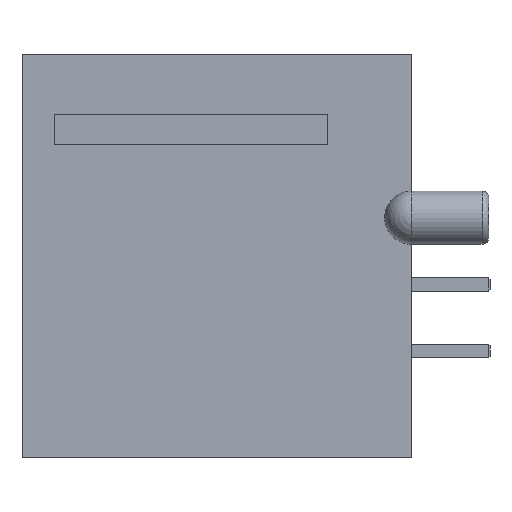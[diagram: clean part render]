
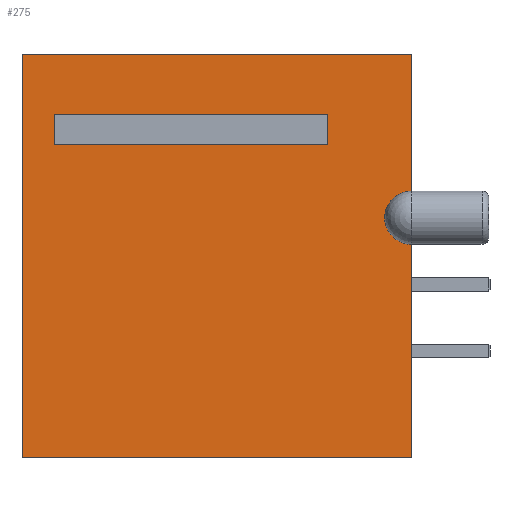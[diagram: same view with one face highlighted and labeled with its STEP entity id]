
A CAD part, left-side view. The second image highlights one B-rep face of the part: STEP entity #275.
In plain terms, the highlighted planar face has unit normal (-1, 0, 0).
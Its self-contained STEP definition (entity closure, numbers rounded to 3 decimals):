
#89 = DIRECTION ( 'NONE',  ( 1., 0., 0. ) ) ;
#152 = EDGE_CURVE ( 'NONE', #3347, #3641, #3599, .T. ) ;
#181 = DIRECTION ( 'NONE',  ( 0., 1., 0. ) ) ;
#184 = ORIENTED_EDGE ( 'NONE', *, *, #2767, .F. ) ;
#274 = VECTOR ( 'NONE', #1718, 1000. ) ;
#275 = ADVANCED_FACE ( 'NONE', ( #1278, #1354 ), #1905, .F. ) ;
#346 = CARTESIAN_POINT ( 'NONE',  ( -6.125, -7.3, 13.13 ) ) ;
#414 = ORIENTED_EDGE ( 'NONE', *, *, #3001, .T. ) ;
#521 = DIRECTION ( 'NONE',  ( 0., 1., 0. ) ) ;
#542 = CARTESIAN_POINT ( 'NONE',  ( -6.125, 6.1, 9.73 ) ) ;
#692 = VERTEX_POINT ( 'NONE', #2632 ) ;
#706 = EDGE_CURVE ( 'NONE', #1950, #2370, #1349, .T. ) ;
#751 = ORIENTED_EDGE ( 'NONE', *, *, #4095, .T. ) ;
#767 = CARTESIAN_POINT ( 'NONE',  ( -6.125, 6.1, 9.73 ) ) ;
#775 = EDGE_CURVE ( 'NONE', #2135, #809, #2754, .T. ) ;
#809 = VERTEX_POINT ( 'NONE', #3417 ) ;
#832 = EDGE_CURVE ( 'NONE', #2441, #2135, #2095, .T. ) ;
#874 = LINE ( 'NONE', #2593, #2401 ) ;
#956 = CARTESIAN_POINT ( 'NONE',  ( -6.125, -7.3, 6. ) ) ;
#971 = DIRECTION ( 'NONE',  ( 1., 0., 0. ) ) ;
#1108 = CARTESIAN_POINT ( 'NONE',  ( -6.125, 7.3, -2. ) ) ;
#1166 = CARTESIAN_POINT ( 'NONE',  ( -6.125, 7.3, 13.13 ) ) ;
#1213 = VECTOR ( 'NONE', #3292, 1000. ) ;
#1278 = FACE_BOUND ( 'NONE', #1694, .T. ) ;
#1349 = LINE ( 'NONE', #2085, #1512 ) ;
#1354 = FACE_OUTER_BOUND ( 'NONE', #3257, .T. ) ;
#1380 = DIRECTION ( 'NONE',  ( 0., 0., -1. ) ) ;
#1406 = LINE ( 'NONE', #2727, #1213 ) ;
#1410 = ORIENTED_EDGE ( 'NONE', *, *, #152, .T. ) ;
#1425 = CARTESIAN_POINT ( 'NONE',  ( -6.125, -7.3, 7. ) ) ;
#1512 = VECTOR ( 'NONE', #1661, 1000. ) ;
#1661 = DIRECTION ( 'NONE',  ( 0., 0., -1. ) ) ;
#1672 = CIRCLE ( 'NONE', #2415, 1. ) ;
#1694 = EDGE_LOOP ( 'NONE', ( #1410, #3622, #3348, #751 ) ) ;
#1718 = DIRECTION ( 'NONE',  ( 0., 0., 1. ) ) ;
#1791 = CARTESIAN_POINT ( 'NONE',  ( -6.125, -7.3, 13.13 ) ) ;
#1905 = PLANE ( 'NONE',  #3648 ) ;
#1950 = VERTEX_POINT ( 'NONE', #2893 ) ;
#2023 = CARTESIAN_POINT ( 'NONE',  ( -6.125, 6.1, 10.88 ) ) ;
#2085 = CARTESIAN_POINT ( 'NONE',  ( -6.125, -4.15, 10.88 ) ) ;
#2095 = LINE ( 'NONE', #1791, #2780 ) ;
#2110 = VECTOR ( 'NONE', #181, 1000. ) ;
#2135 = VERTEX_POINT ( 'NONE', #2931 ) ;
#2141 = CARTESIAN_POINT ( 'NONE',  ( -6.125, -4.15, 9.73 ) ) ;
#2185 = LINE ( 'NONE', #3147, #2607 ) ;
#2370 = VERTEX_POINT ( 'NONE', #2141 ) ;
#2401 = VECTOR ( 'NONE', #3845, 1000. ) ;
#2408 = ORIENTED_EDGE ( 'NONE', *, *, #3964, .F. ) ;
#2415 = AXIS2_PLACEMENT_3D ( 'NONE', #1425, #89, #1380 ) ;
#2432 = LINE ( 'NONE', #542, #2508 ) ;
#2441 = VERTEX_POINT ( 'NONE', #956 ) ;
#2492 = LINE ( 'NONE', #1166, #3657 ) ;
#2508 = VECTOR ( 'NONE', #521, 1000. ) ;
#2593 = CARTESIAN_POINT ( 'NONE',  ( -6.125, -7.3, 13.13 ) ) ;
#2607 = VECTOR ( 'NONE', #2840, 1000. ) ;
#2620 = DIRECTION ( 'NONE',  ( 0., 0., -1. ) ) ;
#2629 = VERTEX_POINT ( 'NONE', #2992 ) ;
#2632 = CARTESIAN_POINT ( 'NONE',  ( -6.125, -7.3, 8. ) ) ;
#2669 = CARTESIAN_POINT ( 'NONE',  ( -6.125, 6.1, 10.88 ) ) ;
#2727 = CARTESIAN_POINT ( 'NONE',  ( -6.125, -7.3, 13.13 ) ) ;
#2754 = LINE ( 'NONE', #1108, #2110 ) ;
#2767 = EDGE_CURVE ( 'NONE', #2629, #3474, #874, .T. ) ;
#2780 = VECTOR ( 'NONE', #2789, 1000. ) ;
#2789 = DIRECTION ( 'NONE',  ( 0., 0., -1. ) ) ;
#2840 = DIRECTION ( 'NONE',  ( 0., -1., 0. ) ) ;
#2893 = CARTESIAN_POINT ( 'NONE',  ( -6.125, -4.15, 10.88 ) ) ;
#2911 = CARTESIAN_POINT ( 'NONE',  ( -6.125, -7.3, 13.13 ) ) ;
#2931 = CARTESIAN_POINT ( 'NONE',  ( -6.125, -7.3, -2. ) ) ;
#2992 = CARTESIAN_POINT ( 'NONE',  ( -6.125, 7.3, 13.13 ) ) ;
#3001 = EDGE_CURVE ( 'NONE', #2629, #809, #2492, .T. ) ;
#3065 = ORIENTED_EDGE ( 'NONE', *, *, #832, .F. ) ;
#3138 = EDGE_CURVE ( 'NONE', #3641, #1950, #2185, .T. ) ;
#3147 = CARTESIAN_POINT ( 'NONE',  ( -6.125, 6.1, 10.88 ) ) ;
#3257 = EDGE_LOOP ( 'NONE', ( #3065, #3968, #2408, #184, #414, #3803 ) ) ;
#3292 = DIRECTION ( 'NONE',  ( 0., 0., -1. ) ) ;
#3347 = VERTEX_POINT ( 'NONE', #767 ) ;
#3348 = ORIENTED_EDGE ( 'NONE', *, *, #706, .T. ) ;
#3417 = CARTESIAN_POINT ( 'NONE',  ( -6.125, 7.3, -2. ) ) ;
#3474 = VERTEX_POINT ( 'NONE', #2911 ) ;
#3599 = LINE ( 'NONE', #2023, #274 ) ;
#3622 = ORIENTED_EDGE ( 'NONE', *, *, #3138, .T. ) ;
#3641 = VERTEX_POINT ( 'NONE', #2669 ) ;
#3648 = AXIS2_PLACEMENT_3D ( 'NONE', #346, #971, #2620 ) ;
#3657 = VECTOR ( 'NONE', #4002, 1000. ) ;
#3803 = ORIENTED_EDGE ( 'NONE', *, *, #775, .F. ) ;
#3845 = DIRECTION ( 'NONE',  ( 0., -1., 0. ) ) ;
#3964 = EDGE_CURVE ( 'NONE', #3474, #692, #1406, .T. ) ;
#3968 = ORIENTED_EDGE ( 'NONE', *, *, #4025, .T. ) ;
#4002 = DIRECTION ( 'NONE',  ( 0., 0., -1. ) ) ;
#4025 = EDGE_CURVE ( 'NONE', #2441, #692, #1672, .T. ) ;
#4095 = EDGE_CURVE ( 'NONE', #2370, #3347, #2432, .T. ) ;
